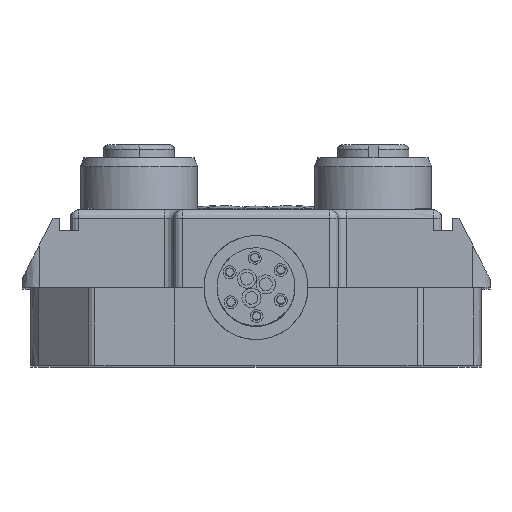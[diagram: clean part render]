
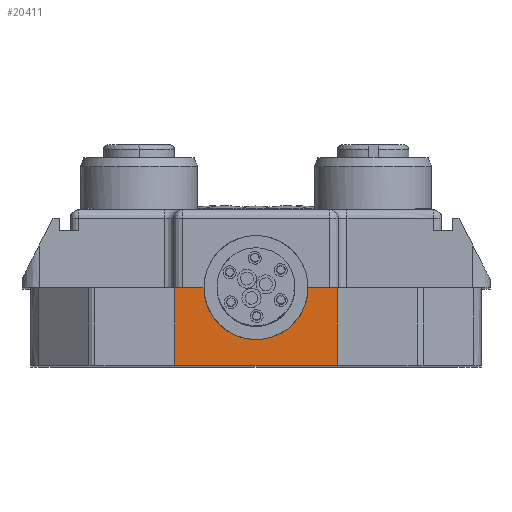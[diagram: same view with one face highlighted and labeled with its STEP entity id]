
A CAD part, top view. The second image highlights one B-rep face of the part: STEP entity #20411.
In plain terms, the highlighted free-form (B-spline) face has degree [1, 1] with [2, 2] control points.
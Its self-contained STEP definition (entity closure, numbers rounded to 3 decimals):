
#20359=CARTESIAN_POINT('',(-10.422,14.922,-25.05));
#20360=CARTESIAN_POINT('',(10.422,14.922,-25.05));
#20361=CARTESIAN_POINT('',(-10.422,-5.922,-25.05));
#20362=CARTESIAN_POINT('',(10.422,-5.922,-25.05));
#20363=B_SPLINE_SURFACE_WITH_KNOTS('',1,1,((#20359,#20360),(#20361,#20362)),.PLANE_SURF.,.F.,.F.,.U.,(2,2),(2,2),(0.,1.),(0.,1.),.UNSPECIFIED.);
#20364=CARTESIAN_POINT('',(-9.4,9.,-25.05));
#20365=VERTEX_POINT('',#20364);
#20366=CARTESIAN_POINT('',(-9.4,0.,-25.05));
#20367=VERTEX_POINT('',#20366);
#20368=CARTESIAN_POINT('',(-9.4,9.,-25.05));
#20369=CARTESIAN_POINT('',(-9.4,0.,-25.05));
#20370=B_SPLINE_CURVE_WITH_KNOTS('',1,(#20368,#20369),.POLYLINE_FORM.,.F.,.U.,(2,2),(0.,1.),.UNSPECIFIED.);
#20371=EDGE_CURVE('',#20365,#20367,#20370,.T.);
#20372=ORIENTED_EDGE('',*,*,#20371,.T.);
#20373=CARTESIAN_POINT('',(9.4,0.,-25.05));
#20374=VERTEX_POINT('',#20373);
#20375=CARTESIAN_POINT('',(-9.4,0.,-25.05));
#20376=CARTESIAN_POINT('',(9.4,0.,-25.05));
#20377=B_SPLINE_CURVE_WITH_KNOTS('',1,(#20375,#20376),.POLYLINE_FORM.,.F.,.U.,(2,2),(0.,1.),.UNSPECIFIED.);
#20378=EDGE_CURVE('',#20367,#20374,#20377,.T.);
#20379=ORIENTED_EDGE('',*,*,#20378,.T.);
#20380=CARTESIAN_POINT('',(9.4,9.,-25.05));
#20381=VERTEX_POINT('',#20380);
#20382=CARTESIAN_POINT('',(9.4,0.,-25.05));
#20383=CARTESIAN_POINT('',(9.4,9.,-25.05));
#20384=B_SPLINE_CURVE_WITH_KNOTS('',1,(#20382,#20383),.POLYLINE_FORM.,.F.,.U.,(2,2),(0.,1.),.UNSPECIFIED.);
#20385=EDGE_CURVE('',#20374,#20381,#20384,.T.);
#20386=ORIENTED_EDGE('',*,*,#20385,.T.);
#20387=CARTESIAN_POINT('',(6.,9.,-25.05));
#20388=VERTEX_POINT('',#20387);
#20389=CARTESIAN_POINT('',(9.4,9.,-25.05));
#20390=CARTESIAN_POINT('',(6.,9.,-25.05));
#20391=B_SPLINE_CURVE_WITH_KNOTS('',1,(#20389,#20390),.POLYLINE_FORM.,.F.,.U.,(2,2),(0.,1.),.UNSPECIFIED.);
#20392=EDGE_CURVE('',#20381,#20388,#20391,.T.);
#20393=ORIENTED_EDGE('',*,*,#20392,.T.);
#20394=CARTESIAN_POINT('',(-6.,9.,-25.05));
#20395=VERTEX_POINT('',#20394);
#20396=CARTESIAN_POINT('',(6.,9.,-25.05));
#20397=CARTESIAN_POINT('',(6.,3.,-25.05));
#20398=CARTESIAN_POINT('',(0.,3.,-25.05));
#20399=CARTESIAN_POINT('',(-6.,3.,-25.05));
#20400=CARTESIAN_POINT('',(-6.,9.,-25.05));
#20401=(BOUNDED_CURVE()B_SPLINE_CURVE(2,(#20396,#20397,#20398,#20399,#20400),.CIRCULAR_ARC.,.F.,.U.)B_SPLINE_CURVE_WITH_KNOTS((3,2,3),(0.,0.5,1.),.UNSPECIFIED.)CURVE()GEOMETRIC_REPRESENTATION_ITEM()RATIONAL_B_SPLINE_CURVE((1.,0.707,1.,0.707,1.))REPRESENTATION_ITEM(''));
#20402=EDGE_CURVE('',#20388,#20395,#20401,.T.);
#20403=ORIENTED_EDGE('',*,*,#20402,.T.);
#20404=CARTESIAN_POINT('',(-6.,9.,-25.05));
#20405=CARTESIAN_POINT('',(-9.4,9.,-25.05));
#20406=B_SPLINE_CURVE_WITH_KNOTS('',1,(#20404,#20405),.POLYLINE_FORM.,.F.,.U.,(2,2),(0.,1.),.UNSPECIFIED.);
#20407=EDGE_CURVE('',#20395,#20365,#20406,.T.);
#20408=ORIENTED_EDGE('',*,*,#20407,.T.);
#20409=EDGE_LOOP('',(#20372,#20379,#20386,#20393,#20403,#20408));
#20410=FACE_OUTER_BOUND('',#20409,.T.);
#20411=ADVANCED_FACE('',(#20410),#20363,.T.);
